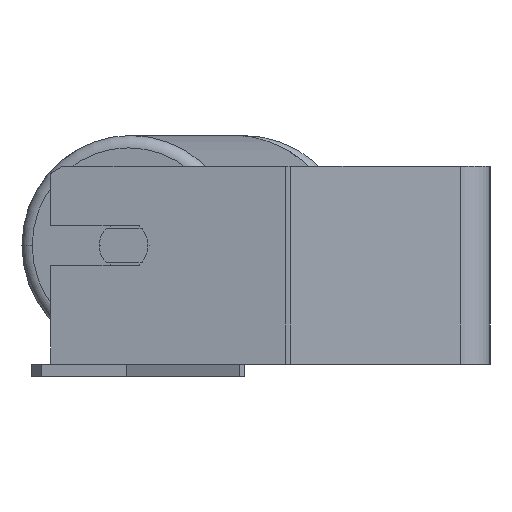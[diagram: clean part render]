
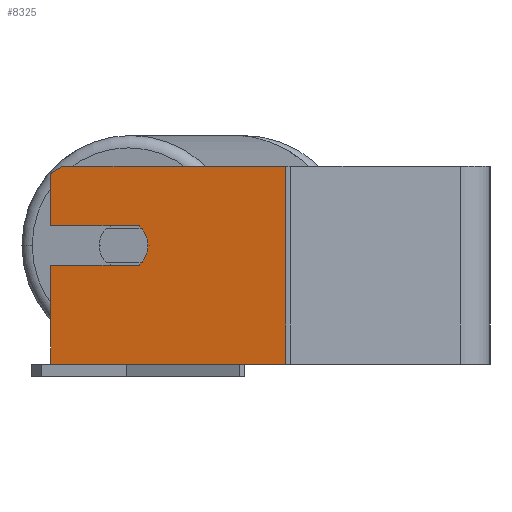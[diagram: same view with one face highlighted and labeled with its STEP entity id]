
A CAD part, left-side view. The second image highlights one B-rep face of the part: STEP entity #8325.
In plain terms, the highlighted planar face has unit normal (-0.985, 0.174, 0).
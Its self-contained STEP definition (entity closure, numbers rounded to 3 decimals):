
#155 = VECTOR ( 'NONE', #8335, 1000. ) ;
#281 = LINE ( 'NONE', #6638, #8034 ) ;
#339 = VERTEX_POINT ( 'NONE', #5891 ) ;
#585 = VERTEX_POINT ( 'NONE', #7245 ) ;
#587 = DIRECTION ( 'NONE',  ( -0.174, -0.985, 0. ) ) ;
#623 = VECTOR ( 'NONE', #3909, 1000. ) ;
#721 = ORIENTED_EDGE ( 'NONE', *, *, #2827, .F. ) ;
#799 = DIRECTION ( 'NONE',  ( -0.174, -0.985, 0. ) ) ;
#1004 = AXIS2_PLACEMENT_3D ( 'NONE', #3594, #6376, #799 ) ;
#1016 = AXIS2_PLACEMENT_3D ( 'NONE', #2864, #1452, #5038 ) ;
#1105 = LINE ( 'NONE', #2715, #2464 ) ;
#1109 = CARTESIAN_POINT ( 'NONE',  ( -413.05, 177.739, 40. ) ) ;
#1371 = VERTEX_POINT ( 'NONE', #3734 ) ;
#1452 = DIRECTION ( 'NONE',  ( -0.985, 0.174, 0. ) ) ;
#1465 = CIRCLE ( 'NONE', #1016, 10. ) ;
#1588 = CARTESIAN_POINT ( 'NONE',  ( -429.818, 82.643, 40. ) ) ;
#1662 = LINE ( 'NONE', #1109, #623 ) ;
#1780 = DIRECTION ( 'NONE',  ( 0.985, -0.174, 0. ) ) ;
#1855 = EDGE_CURVE ( 'NONE', #8508, #2655, #1105, .T. ) ;
#1882 = ORIENTED_EDGE ( 'NONE', *, *, #3319, .F. ) ;
#1926 = CARTESIAN_POINT ( 'NONE',  ( -413.05, 177.739, 37.113 ) ) ;
#2045 = CARTESIAN_POINT ( 'NONE',  ( -419.301, 142.286, 0. ) ) ;
#2323 = VERTEX_POINT ( 'NONE', #1926 ) ;
#2464 = VECTOR ( 'NONE', #8127, 1000. ) ;
#2513 = AXIS2_PLACEMENT_3D ( 'NONE', #6584, #1780, #3888 ) ;
#2655 = VERTEX_POINT ( 'NONE', #7492 ) ;
#2715 = CARTESIAN_POINT ( 'NONE',  ( -429.818, 82.643, 40. ) ) ;
#2823 = VERTEX_POINT ( 'NONE', #6468 ) ;
#2827 = EDGE_CURVE ( 'NONE', #6910, #1371, #8915, .T. ) ;
#2864 = CARTESIAN_POINT ( 'NONE',  ( -418.259, 148.195, 8. ) ) ;
#2900 = EDGE_CURVE ( 'NONE', #585, #8508, #6970, .T. ) ;
#3059 = DIRECTION ( 'NONE',  ( -0.174, -0.985, 0. ) ) ;
#3185 = VECTOR ( 'NONE', #7842, 1000. ) ;
#3319 = EDGE_CURVE ( 'NONE', #339, #6672, #281, .T. ) ;
#3558 = LINE ( 'NONE', #5735, #7044 ) ;
#3594 = CARTESIAN_POINT ( 'NONE',  ( -418.259, 148.195, 8. ) ) ;
#3734 = CARTESIAN_POINT ( 'NONE',  ( -419.301, 142.286, 16. ) ) ;
#3800 = FACE_OUTER_BOUND ( 'NONE', #8158, .T. ) ;
#3874 = ORIENTED_EDGE ( 'NONE', *, *, #1855, .F. ) ;
#3888 = DIRECTION ( 'NONE',  ( 0.174, 0.985, 0. ) ) ;
#3909 = DIRECTION ( 'NONE',  ( 0., 0., -1. ) ) ;
#4336 = DIRECTION ( 'NONE',  ( 0.174, 0.985, 0. ) ) ;
#4448 = ORIENTED_EDGE ( 'NONE', *, *, #6436, .T. ) ;
#4579 = EDGE_CURVE ( 'NONE', #339, #2823, #6863, .T. ) ;
#4595 = CARTESIAN_POINT ( 'NONE',  ( -419.996, 138.347, 8. ) ) ;
#4656 = EDGE_CURVE ( 'NONE', #6672, #6910, #1465, .T. ) ;
#4769 = CARTESIAN_POINT ( 'NONE',  ( -413.05, 177.739, -40. ) ) ;
#4915 = EDGE_CURVE ( 'NONE', #2823, #2655, #8911, .T. ) ;
#4988 = DIRECTION ( 'NONE',  ( 0.15, 0.853, -0.5 ) ) ;
#4993 = LINE ( 'NONE', #5151, #8523 ) ;
#5038 = DIRECTION ( 'NONE',  ( -0.174, -0.985, 0. ) ) ;
#5151 = CARTESIAN_POINT ( 'NONE',  ( -419.301, 142.286, 16. ) ) ;
#5520 = ORIENTED_EDGE ( 'NONE', *, *, #4915, .T. ) ;
#5715 = ORIENTED_EDGE ( 'NONE', *, *, #2900, .F. ) ;
#5735 = CARTESIAN_POINT ( 'NONE',  ( -413.05, 177.739, 37.113 ) ) ;
#5855 = ORIENTED_EDGE ( 'NONE', *, *, #4579, .T. ) ;
#5891 = CARTESIAN_POINT ( 'NONE',  ( -413.05, 177.739, 0. ) ) ;
#6015 = CARTESIAN_POINT ( 'NONE',  ( -413.05, 177.739, 16. ) ) ;
#6265 = CARTESIAN_POINT ( 'NONE',  ( -413.05, 177.739, 40. ) ) ;
#6376 = DIRECTION ( 'NONE',  ( -0.985, 0.174, 0. ) ) ;
#6436 = EDGE_CURVE ( 'NONE', #585, #2323, #3558, .T. ) ;
#6468 = CARTESIAN_POINT ( 'NONE',  ( -413.05, 177.739, -40. ) ) ;
#6535 = ORIENTED_EDGE ( 'NONE', *, *, #4656, .F. ) ;
#6584 = CARTESIAN_POINT ( 'NONE',  ( -413.05, 177.739, 40. ) ) ;
#6611 = EDGE_CURVE ( 'NONE', #2323, #7692, #1662, .T. ) ;
#6620 = ORIENTED_EDGE ( 'NONE', *, *, #6611, .T. ) ;
#6638 = CARTESIAN_POINT ( 'NONE',  ( -419.301, 142.286, 0. ) ) ;
#6672 = VERTEX_POINT ( 'NONE', #2045 ) ;
#6863 = LINE ( 'NONE', #6265, #155 ) ;
#6910 = VERTEX_POINT ( 'NONE', #4595 ) ;
#6970 = LINE ( 'NONE', #8413, #3185 ) ;
#7044 = VECTOR ( 'NONE', #4988, 1000. ) ;
#7245 = CARTESIAN_POINT ( 'NONE',  ( -413.918, 172.815, 40. ) ) ;
#7492 = CARTESIAN_POINT ( 'NONE',  ( -429.818, 82.643, -40. ) ) ;
#7557 = EDGE_CURVE ( 'NONE', #1371, #7692, #4993, .T. ) ;
#7692 = VERTEX_POINT ( 'NONE', #6015 ) ;
#7842 = DIRECTION ( 'NONE',  ( -0.174, -0.985, 0. ) ) ;
#8034 = VECTOR ( 'NONE', #3059, 1000. ) ;
#8057 = PLANE ( 'NONE',  #2513 ) ;
#8127 = DIRECTION ( 'NONE',  ( 0., 0., -1. ) ) ;
#8158 = EDGE_LOOP ( 'NONE', ( #5715, #4448, #6620, #8339, #721, #6535, #1882, #5855, #5520, #3874 ) ) ;
#8325 = ADVANCED_FACE ( 'NONE', ( #3800 ), #8057, .F. ) ;
#8335 = DIRECTION ( 'NONE',  ( 0., 0., -1. ) ) ;
#8339 = ORIENTED_EDGE ( 'NONE', *, *, #7557, .F. ) ;
#8413 = CARTESIAN_POINT ( 'NONE',  ( -413.05, 177.739, 40. ) ) ;
#8508 = VERTEX_POINT ( 'NONE', #1588 ) ;
#8523 = VECTOR ( 'NONE', #4336, 1000. ) ;
#8781 = VECTOR ( 'NONE', #587, 1000. ) ;
#8911 = LINE ( 'NONE', #4769, #8781 ) ;
#8915 = CIRCLE ( 'NONE', #1004, 10. ) ;
